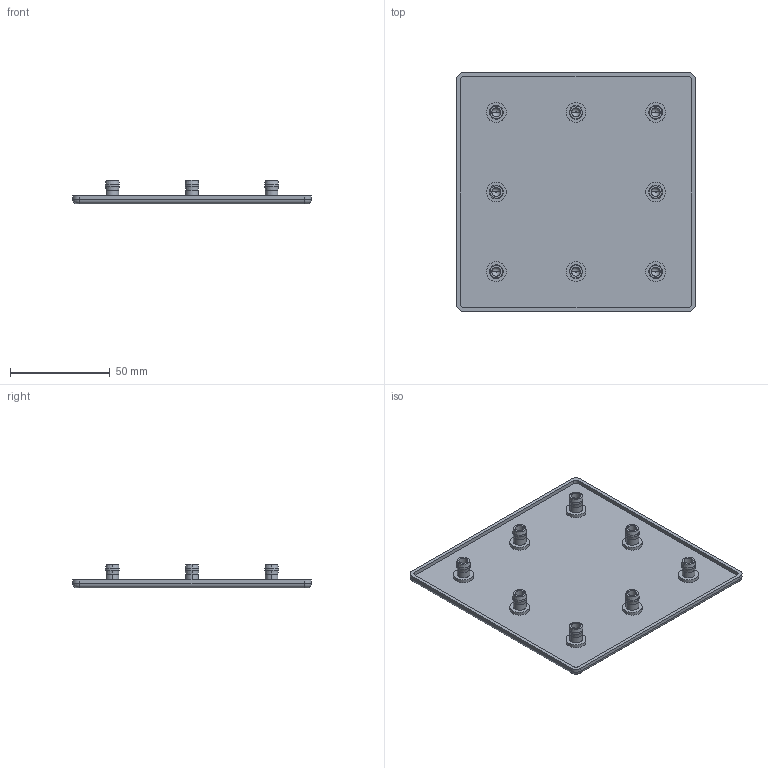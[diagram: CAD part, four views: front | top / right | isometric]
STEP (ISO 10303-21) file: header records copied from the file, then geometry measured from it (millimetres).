
FILE_DESCRIPTION (( 'STEP AP214' ), '1' );
FILE_NAME ('SZ0100S Profile Cap 120x120.STEP', '2021-10-21T12:04:20', ( '' ), ( '' ), 'SwSTEP 2.0', 'SolidWorks 2021', '' );
FILE_SCHEMA (( 'AUTOMOTIVE_DESIGN' ));
Length unit declared in the file: millimetre
Products named in the file (1): SZ0100S Profile Cap 120x120
Bounding box: 120 x 120 x 12 mm (x, y, z)
Volume: 32534.7 mm3; surface area: 33734.1 mm2
Topology: 1 solids, 1 shells, 163 faces, 336 edges, 200 vertices
Faces by surface type: cylinder 64, cone 44, plane 35, torus 20
Entity records: 4620 total; most frequent: CARTESIAN_POINT 1028, DIRECTION 828, ORIENTED_EDGE 672, AXIS2_PLACEMENT_3D 348, EDGE_CURVE 336, VERTEX_POINT 200, EDGE_LOOP 188, CIRCLE 184
